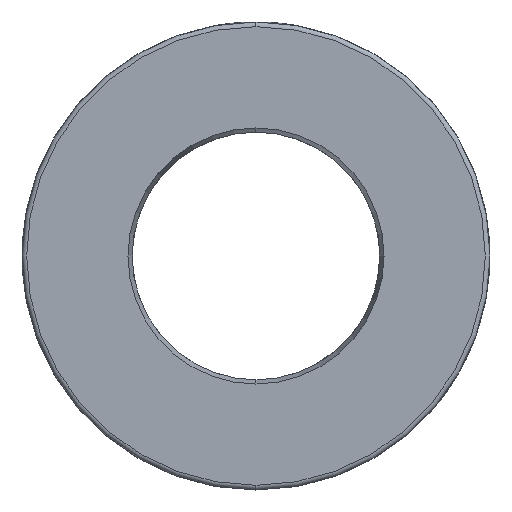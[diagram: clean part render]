
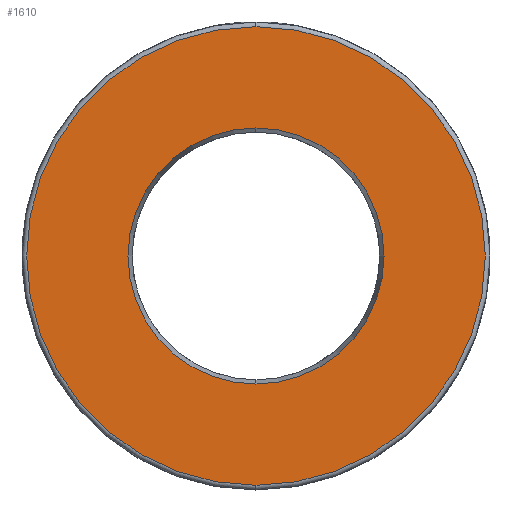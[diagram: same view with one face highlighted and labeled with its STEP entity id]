
A CAD part, front view. The second image highlights one B-rep face of the part: STEP entity #1610.
In plain terms, the highlighted planar face has unit normal (0, -1, 0).
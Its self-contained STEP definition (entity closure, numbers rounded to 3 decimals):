
#129 = CARTESIAN_POINT ( 'NONE',  ( 0., 0., -14.7 ) ) ;
#279 = CARTESIAN_POINT ( 'NONE',  ( 0., 0., 0. ) ) ;
#283 = DIRECTION ( 'NONE',  ( 0., 0., 1. ) ) ;
#296 = EDGE_CURVE ( 'NONE', #2874, #4028, #2254, .T. ) ;
#653 = DIRECTION ( 'NONE',  ( 0., 1., 0. ) ) ;
#668 = EDGE_CURVE ( 'NONE', #2615, #1379, #2032, .T. ) ;
#1052 = FACE_OUTER_BOUND ( 'NONE', #3142, .T. ) ;
#1067 = FACE_BOUND ( 'NONE', #4166, .T. ) ;
#1086 = AXIS2_PLACEMENT_3D ( 'NONE', #1182, #1180, #1124 ) ;
#1124 = DIRECTION ( 'NONE',  ( 0., 0., 1. ) ) ;
#1137 = AXIS2_PLACEMENT_3D ( 'NONE', #1584, #1575, #1547 ) ;
#1180 = DIRECTION ( 'NONE',  ( 0., 1., 0. ) ) ;
#1182 = CARTESIAN_POINT ( 'NONE',  ( 0., 0., 0. ) ) ;
#1379 = VERTEX_POINT ( 'NONE', #3570 ) ;
#1547 = DIRECTION ( 'NONE',  ( 0., 0., 1. ) ) ;
#1575 = DIRECTION ( 'NONE',  ( 0., -1., 0. ) ) ;
#1584 = CARTESIAN_POINT ( 'NONE',  ( 0., 0., 0. ) ) ;
#1610 = ADVANCED_FACE ( 'NONE', ( #1067, #1052 ), #1916, .F. ) ;
#1807 = CARTESIAN_POINT ( 'NONE',  ( 15., 0., 0. ) ) ;
#1916 = PLANE ( 'NONE',  #3574 ) ;
#1981 = CARTESIAN_POINT ( 'NONE',  ( 0., 0., 0. ) ) ;
#1989 = DIRECTION ( 'NONE',  ( 0., -1., 0. ) ) ;
#1999 = DIRECTION ( 'NONE',  ( 0., 0., 1. ) ) ;
#2032 = CIRCLE ( 'NONE', #4534, 8.205 ) ;
#2117 = DIRECTION ( 'NONE',  ( 0., 1., 0. ) ) ;
#2130 = DIRECTION ( 'NONE',  ( 0., 0., 1. ) ) ;
#2254 = CIRCLE ( 'NONE', #4659, 14.7 ) ;
#2615 = VERTEX_POINT ( 'NONE', #3581 ) ;
#2836 = ORIENTED_EDGE ( 'NONE', *, *, #4575, .T. ) ;
#2851 = ORIENTED_EDGE ( 'NONE', *, *, #296, .T. ) ;
#2854 = ORIENTED_EDGE ( 'NONE', *, *, #4699, .T. ) ;
#2855 = CARTESIAN_POINT ( 'NONE',  ( 0., 0., 14.7 ) ) ;
#2861 = ORIENTED_EDGE ( 'NONE', *, *, #668, .T. ) ;
#2874 = VERTEX_POINT ( 'NONE', #2855 ) ;
#3142 = EDGE_LOOP ( 'NONE', ( #2851, #2836 ) ) ;
#3569 = CIRCLE ( 'NONE', #1086, 8.205 ) ;
#3570 = CARTESIAN_POINT ( 'NONE',  ( 0., 0., 8.205 ) ) ;
#3574 = AXIS2_PLACEMENT_3D ( 'NONE', #1807, #2117, #2130 ) ;
#3581 = CARTESIAN_POINT ( 'NONE',  ( 0., 0., -8.205 ) ) ;
#3645 = CIRCLE ( 'NONE', #1137, 14.7 ) ;
#4028 = VERTEX_POINT ( 'NONE', #129 ) ;
#4166 = EDGE_LOOP ( 'NONE', ( #2861, #2854 ) ) ;
#4534 = AXIS2_PLACEMENT_3D ( 'NONE', #279, #653, #283 ) ;
#4575 = EDGE_CURVE ( 'NONE', #4028, #2874, #3645, .T. ) ;
#4659 = AXIS2_PLACEMENT_3D ( 'NONE', #1981, #1989, #1999 ) ;
#4699 = EDGE_CURVE ( 'NONE', #1379, #2615, #3569, .T. ) ;
